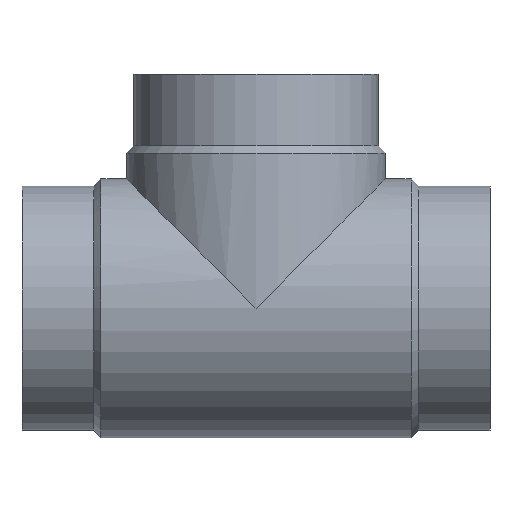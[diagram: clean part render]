
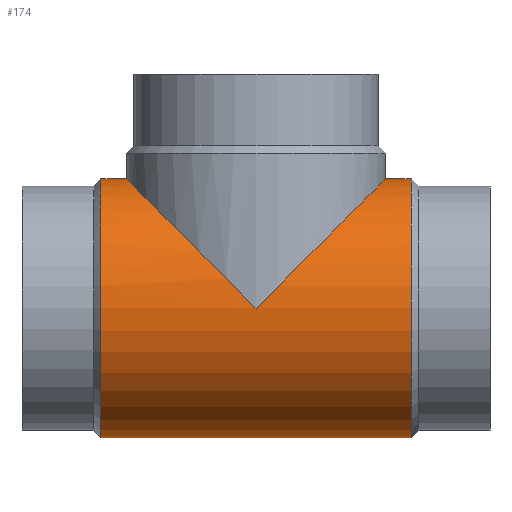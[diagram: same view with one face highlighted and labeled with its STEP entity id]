
A CAD part, top view. The second image highlights one B-rep face of the part: STEP entity #174.
In plain terms, the highlighted cylindrical face has radius 188.05 mm (diameter 376.1 mm), a partial arc.
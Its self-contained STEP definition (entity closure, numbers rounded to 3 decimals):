
#174 = ADVANCED_FACE( '', ( #421 ), #422, .T. );
#178 = VERTEX_POINT( '', #427 );
#202 = VERTEX_POINT( '', #454 );
#208 = EDGE_CURVE( '', #242, #332, #460, .T. );
#214 = VERTEX_POINT( '', #467 );
#242 = VERTEX_POINT( '', #497 );
#246 = VERTEX_POINT( '', #501 );
#248 = EDGE_CURVE( '', #332, #202, #503, .T. );
#254 = EDGE_CURVE( '', #246, #214, #509, .T. );
#274 = EDGE_CURVE( '', #202, #178, #531, .T. );
#328 = VERTEX_POINT( '', #590 );
#332 = VERTEX_POINT( '', #595 );
#336 = EDGE_CURVE( '', #328, #214, #599, .T. );
#340 = EDGE_CURVE( '', #178, #328, #603, .T. );
#342 = EDGE_CURVE( '', #246, #242, #605, .T. );
#421 = FACE_OUTER_BOUND( '', #694, .T. );
#422 = CYLINDRICAL_SURFACE( '', #695, 188.05 );
#427 = CARTESIAN_POINT( '', ( -340., 0., 188.05 ) );
#454 = CARTESIAN_POINT( '', ( -151.95, 188.05, 0. ) );
#460 = CIRCLE( '', #741, 188.05 );
#467 = CARTESIAN_POINT( '', ( -565.45, 188.05, 0. ) );
#497 = CARTESIAN_POINT( '', ( -114.55, -188.05, 0. ) );
#501 = CARTESIAN_POINT( '', ( -565.45, -188.05, 0. ) );
#503 = LINE( '', #793, #794 );
#509 = CIRCLE( '', #802, 188.05 );
#531 = ELLIPSE( '', #830, 265.943, 188.05 );
#590 = CARTESIAN_POINT( '', ( -528.05, 188.05, 0. ) );
#595 = CARTESIAN_POINT( '', ( -114.55, 188.05, 0. ) );
#599 = LINE( '', #922, #923 );
#603 = ELLIPSE( '', #928, 265.943, 188.05 );
#605 = LINE( '', #931, #932 );
#694 = EDGE_LOOP( '', ( #1034, #1035, #1036, #1037, #1038, #1039, #1040 ) );
#695 = AXIS2_PLACEMENT_3D( '', #1041, #1042, #1043 );
#741 = AXIS2_PLACEMENT_3D( '', #1093, #1094, #1095 );
#793 = CARTESIAN_POINT( '', ( -340., 188.05, 0. ) );
#794 = VECTOR( '', #1146, 1. );
#802 = AXIS2_PLACEMENT_3D( '', #1150, #1151, #1152 );
#830 = AXIS2_PLACEMENT_3D( '', #1179, #1180, #1181 );
#922 = CARTESIAN_POINT( '', ( -340., 188.05, 0. ) );
#923 = VECTOR( '', #1252, 1. );
#928 = AXIS2_PLACEMENT_3D( '', #1253, #1254, #1255 );
#931 = CARTESIAN_POINT( '', ( -340., -188.05, 0. ) );
#932 = VECTOR( '', #1256, 1. );
#1034 = ORIENTED_EDGE( '', *, *, #248, .T. );
#1035 = ORIENTED_EDGE( '', *, *, #274, .T. );
#1036 = ORIENTED_EDGE( '', *, *, #340, .T. );
#1037 = ORIENTED_EDGE( '', *, *, #336, .T. );
#1038 = ORIENTED_EDGE( '', *, *, #254, .F. );
#1039 = ORIENTED_EDGE( '', *, *, #342, .T. );
#1040 = ORIENTED_EDGE( '', *, *, #208, .T. );
#1041 = CARTESIAN_POINT( '', ( -340., 0., 0. ) );
#1042 = DIRECTION( '', ( 1., 0., 0. ) );
#1043 = DIRECTION( '', ( 0., 1., 0. ) );
#1093 = CARTESIAN_POINT( '', ( -114.55, 0., 0. ) );
#1094 = DIRECTION( '', ( -1., 0., 0. ) );
#1095 = DIRECTION( '', ( 0., 1., 0. ) );
#1146 = DIRECTION( '', ( -1., 0., 0. ) );
#1150 = CARTESIAN_POINT( '', ( -565.45, 0., 0. ) );
#1151 = DIRECTION( '', ( -1., 0., 0. ) );
#1152 = DIRECTION( '', ( 0., 1., 0. ) );
#1179 = CARTESIAN_POINT( '', ( -340., 0., 0. ) );
#1180 = DIRECTION( '', ( 0.707, -0.707, 0. ) );
#1181 = DIRECTION( '', ( 0.707, 0.707, 0. ) );
#1252 = DIRECTION( '', ( -1., 0., 0. ) );
#1253 = CARTESIAN_POINT( '', ( -340., 0., 0. ) );
#1254 = DIRECTION( '', ( -0.707, -0.707, 0. ) );
#1255 = DIRECTION( '', ( 0.707, -0.707, 0. ) );
#1256 = DIRECTION( '', ( 1., 0., 0. ) );
